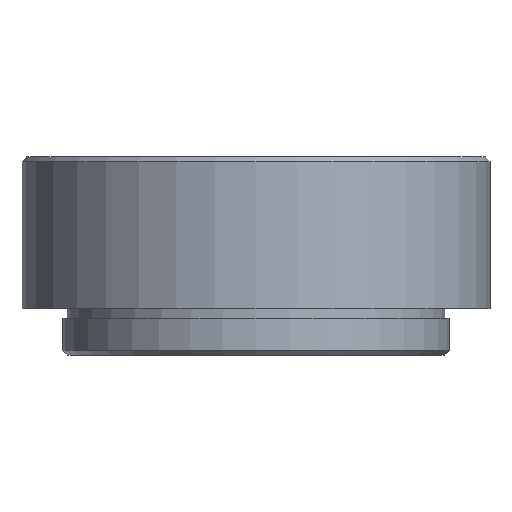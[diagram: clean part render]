
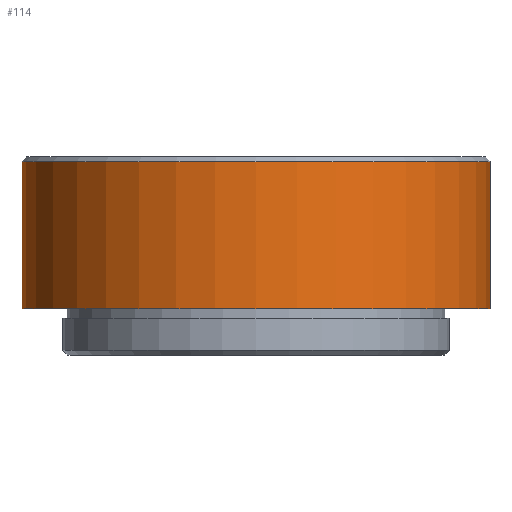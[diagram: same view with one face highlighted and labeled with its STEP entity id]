
A CAD part, front view. The second image highlights one B-rep face of the part: STEP entity #114.
In plain terms, the highlighted cylindrical face has radius 25.4 mm (diameter 50.8 mm), a partial arc.
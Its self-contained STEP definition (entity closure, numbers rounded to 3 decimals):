
#92 = VERTEX_POINT ( 'NONE', #892 ) ;
#114 = ADVANCED_FACE ( 'NONE', ( #1400 ), #1133, .T. ) ;
#203 = CARTESIAN_POINT ( 'NONE',  ( 25.4, 0., 5. ) ) ;
#208 = DIRECTION ( 'NONE',  ( 0., 0., -1. ) ) ;
#216 = DIRECTION ( 'NONE',  ( 0., 0., -1. ) ) ;
#353 = EDGE_CURVE ( 'NONE', #92, #663, #1750, .T. ) ;
#360 = LINE ( 'NONE', #898, #1042 ) ;
#377 = ORIENTED_EDGE ( 'NONE', *, *, #1442, .F. ) ;
#386 = AXIS2_PLACEMENT_3D ( 'NONE', #881, #1002, #1296 ) ;
#450 = CARTESIAN_POINT ( 'NONE',  ( -25.4, 0., 21.5 ) ) ;
#502 = VERTEX_POINT ( 'NONE', #203 ) ;
#554 = ORIENTED_EDGE ( 'NONE', *, *, #933, .F. ) ;
#585 = DIRECTION ( 'NONE',  ( 0., 0., -1. ) ) ;
#641 = CIRCLE ( 'NONE', #922, 25.4 ) ;
#663 = VERTEX_POINT ( 'NONE', #1076 ) ;
#699 = DIRECTION ( 'NONE',  ( 0., 0., -1. ) ) ;
#710 = VERTEX_POINT ( 'NONE', #900 ) ;
#881 = CARTESIAN_POINT ( 'NONE',  ( 0., 0., 21.5 ) ) ;
#892 = CARTESIAN_POINT ( 'NONE',  ( 25.4, 0., 21. ) ) ;
#898 = CARTESIAN_POINT ( 'NONE',  ( 25.4, 0., 21.5 ) ) ;
#900 = CARTESIAN_POINT ( 'NONE',  ( -25.4, 0., 5. ) ) ;
#902 = EDGE_CURVE ( 'NONE', #663, #710, #1390, .T. ) ;
#916 = DIRECTION ( 'NONE',  ( -1., 0., 0. ) ) ;
#922 = AXIS2_PLACEMENT_3D ( 'NONE', #1698, #216, #916 ) ;
#924 = ORIENTED_EDGE ( 'NONE', *, *, #353, .T. ) ;
#933 = EDGE_CURVE ( 'NONE', #502, #710, #641, .T. ) ;
#941 = VECTOR ( 'NONE', #585, 1000. ) ;
#956 = CARTESIAN_POINT ( 'NONE',  ( 0., 0., 21. ) ) ;
#1002 = DIRECTION ( 'NONE',  ( 0., 0., -1. ) ) ;
#1042 = VECTOR ( 'NONE', #208, 1000. ) ;
#1076 = CARTESIAN_POINT ( 'NONE',  ( -25.4, 0., 21. ) ) ;
#1081 = EDGE_LOOP ( 'NONE', ( #377, #924, #1238, #554 ) ) ;
#1133 = CYLINDRICAL_SURFACE ( 'NONE', #386, 25.4 ) ;
#1213 = AXIS2_PLACEMENT_3D ( 'NONE', #956, #699, #1484 ) ;
#1238 = ORIENTED_EDGE ( 'NONE', *, *, #902, .T. ) ;
#1296 = DIRECTION ( 'NONE',  ( -1., 0., 0. ) ) ;
#1390 = LINE ( 'NONE', #450, #941 ) ;
#1400 = FACE_OUTER_BOUND ( 'NONE', #1081, .T. ) ;
#1442 = EDGE_CURVE ( 'NONE', #92, #502, #360, .T. ) ;
#1484 = DIRECTION ( 'NONE',  ( 1., 0., 0. ) ) ;
#1698 = CARTESIAN_POINT ( 'NONE',  ( 0., 0., 5. ) ) ;
#1750 = CIRCLE ( 'NONE', #1213, 25.4 ) ;
